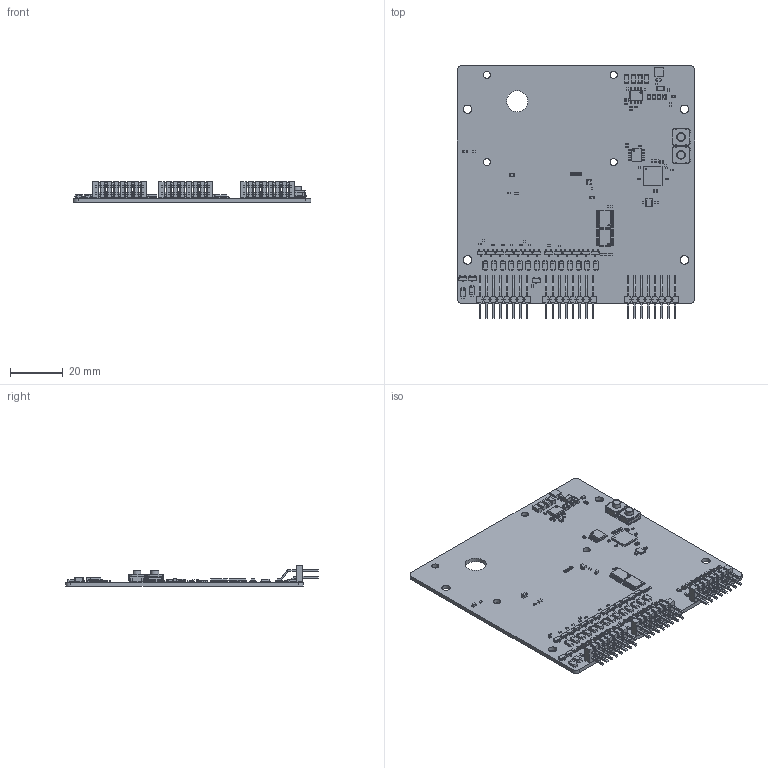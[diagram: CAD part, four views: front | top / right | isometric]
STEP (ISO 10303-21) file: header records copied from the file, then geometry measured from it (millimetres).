
FILE_DESCRIPTION(('KiCad electronic assembly'),'2;1');
FILE_NAME('selectric-printer.step','2025-11-21T14:43:52',('Pcbnew'),( 'Kicad'),'Open CASCADE STEP processor 7.6','KiCad to STEP converter' ,'Unknown');
FILE_SCHEMA(('AUTOMOTIVE_DESIGN { 1 0 10303 214 1 1 1 1 }'));
Length unit declared in the file: millimetre
Products named in the file (22): selectric-printer 1; C_0402_1005Metric; C_0805_2012Metric; R_0402_1005Metric; TSM-108-01-F-DH; TSM-108-01-DH_body; T-1S6-09-F(-01-8-DH); T-1S6-09-F(-01-8-DH)2; SOT-23-3; LED_0603_1608Metric; D_PowerDI-123; SW_Push_1P1T_NO_CK_KSC7xxJ; C_1206_3216Metric; D_SOD-323; SOIC-8-1EP_3.9x4.9mm_P1.27mm_EP2.29x3mm; Diodes_PowerDI3333-8; TSSOP-20_4.4x6.5mm_P0.65mm; QFN-56-1EP_7x7mm_P0.4mm_EP3.2x3.2mm; C_0603_1608Metric; Crystal_SMD_Abracon_ABM8G-4Pin_3.2x2.5mm; SOT-353_SC-70-5; selectric-printer_PCB
Assembly tree (121 placements, depth 3):
  selectric-printer 1
    C_0402_1005Metric  x24
    C_0805_2012Metric  x5
    R_0402_1005Metric  x33
    TSM-108-01-F-DH  x3
      TSM-108-01-DH_body
      T-1S6-09-F(-01-8-DH)
      T-1S6-09-F(-01-8-DH)2
    SOT-23-3  x16
    LED_0603_1608Metric  x3
    D_PowerDI-123  x16
    SW_Push_1P1T_NO_CK_KSC7xxJ  x2
    C_1206_3216Metric  x5
    D_SOD-323
    SOIC-8-1EP_3.9x4.9mm_P1.27mm_EP2.29x3mm  x2
    Diodes_PowerDI3333-8
    TSSOP-20_4.4x6.5mm_P0.65mm  x2
    QFN-56-1EP_7x7mm_P0.4mm_EP3.2x3.2mm
    C_0603_1608Metric
    Crystal_SMD_Abracon_ABM8G-4Pin_3.2x2.5mm
    SOT-353_SC-70-5
    selectric-printer_PCB
Bounding box: 90 x 95.63 x 7.67 mm (x, y, z)
Volume: 13691.6 mm3; surface area: 22856.3 mm2
Topology: 124 solids, 124 shells, 7807 faces, 20989 edges, 13581 vertices
Faces by surface type: plane 5787, cylinder 1506, bspline 512, torus 2
Full cylindrical faces by diameter (mm): 0.4 x1, 2.7 x4, 3 x2, 3.2 x4, 3.3 x2, 8 x1
Entity records: 72957 total; most frequent: CARTESIAN_POINT 13292, ORIENTED_EDGE 12676, DIRECTION 11550, EDGE_CURVE 6338, LINE 5472, VECTOR 5472, VERTEX_POINT 4133, AXIS2_PLACEMENT_3D 3039
